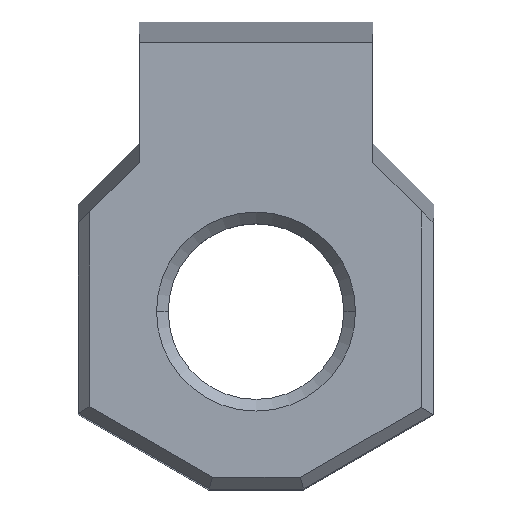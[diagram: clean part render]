
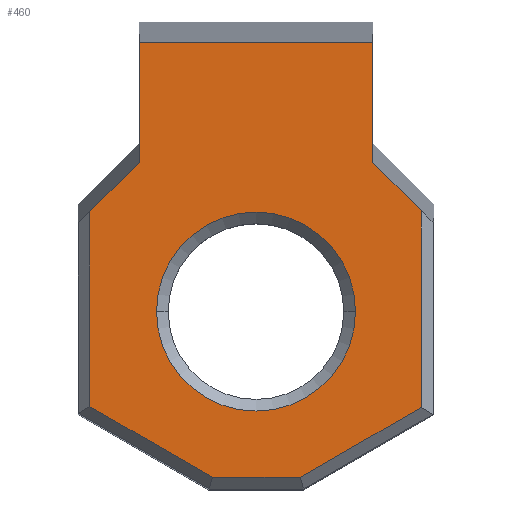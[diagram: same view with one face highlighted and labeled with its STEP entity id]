
A CAD part, top view. The second image highlights one B-rep face of the part: STEP entity #460.
In plain terms, the highlighted planar face has unit normal (0, 0, 1).
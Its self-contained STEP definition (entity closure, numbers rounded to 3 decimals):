
#19 = CARTESIAN_POINT ( 'NONE',  ( -3.779, 3.814, 6.997 ) ) ;
#21 = DIRECTION ( 'NONE',  ( 0., 1., 0. ) ) ;
#23 = DIRECTION ( 'NONE',  ( 1., 0., 0. ) ) ;
#39 = CARTESIAN_POINT ( 'NONE',  ( 1.994, 5.582, 6.997 ) ) ;
#65 = CARTESIAN_POINT ( 'NONE',  ( 0., 0., 6.997 ) ) ;
#70 = CARTESIAN_POINT ( 'NONE',  ( -1.994, 7.633, 6.997 ) ) ;
#79 = VECTOR ( 'NONE', #187, 1000. ) ;
#126 = CARTESIAN_POINT ( 'NONE',  ( 3.779, 3.814, 6.997 ) ) ;
#135 = ORIENTED_EDGE ( 'NONE', *, *, #1055, .T. ) ;
#143 = EDGE_LOOP ( 'NONE', ( #1206, #135, #511, #1003, #884, #778, #1183, #1171, #1039, #473 ) ) ;
#146 = CARTESIAN_POINT ( 'NONE',  ( 0., 3.04, 6.997 ) ) ;
#160 = EDGE_CURVE ( 'NONE', #594, #1125, #956, .T. ) ;
#171 = LINE ( 'NONE', #996, #656 ) ;
#187 = DIRECTION ( 'NONE',  ( 0., 1., 0. ) ) ;
#189 = VECTOR ( 'NONE', #403, 1000. ) ;
#197 = EDGE_CURVE ( 'NONE', #412, #1125, #514, .T. ) ;
#206 = CARTESIAN_POINT ( 'NONE',  ( 0., 3.04, 6.997 ) ) ;
#216 = CARTESIAN_POINT ( 'NONE',  ( -2.84, 4.744, 6.997 ) ) ;
#235 = CIRCLE ( 'NONE', #277, 1.7 ) ;
#251 = ORIENTED_EDGE ( 'NONE', *, *, #366, .T. ) ;
#271 = LINE ( 'NONE', #1010, #655 ) ;
#277 = AXIS2_PLACEMENT_3D ( 'NONE', #206, #683, #1042 ) ;
#295 = VECTOR ( 'NONE', #23, 1000. ) ;
#304 = EDGE_CURVE ( 'NONE', #626, #619, #867, .T. ) ;
#306 = CARTESIAN_POINT ( 'NONE',  ( -1.994, 5.582, 6.997 ) ) ;
#309 = VERTEX_POINT ( 'NONE', #788 ) ;
#316 = CARTESIAN_POINT ( 'NONE',  ( -1.7, 3.04, 6.997 ) ) ;
#366 = EDGE_CURVE ( 'NONE', #1108, #705, #621, .T. ) ;
#394 = LINE ( 'NONE', #762, #925 ) ;
#400 = CARTESIAN_POINT ( 'NONE',  ( 2.924, 1.46, 6.997 ) ) ;
#403 = DIRECTION ( 'NONE',  ( 0., -1., 0. ) ) ;
#412 = VERTEX_POINT ( 'NONE', #575 ) ;
#416 = EDGE_CURVE ( 'NONE', #922, #578, #394, .T. ) ;
#422 = DIRECTION ( 'NONE',  ( 0.71, 0.704, 0. ) ) ;
#456 = PLANE ( 'NONE',  #566 ) ;
#460 = ADVANCED_FACE ( 'NONE', ( #1188, #820 ), #456, .T. ) ;
#473 = ORIENTED_EDGE ( 'NONE', *, *, #931, .F. ) ;
#477 = EDGE_CURVE ( 'NONE', #309, #412, #769, .T. ) ;
#507 = EDGE_CURVE ( 'NONE', #800, #594, #171, .T. ) ;
#510 = DIRECTION ( 'NONE',  ( 0.71, -0.704, 0. ) ) ;
#511 = ORIENTED_EDGE ( 'NONE', *, *, #416, .T. ) ;
#514 = LINE ( 'NONE', #869, #1197 ) ;
#516 = LINE ( 'NONE', #873, #295 ) ;
#519 = EDGE_CURVE ( 'NONE', #578, #309, #271, .T. ) ;
#526 = DIRECTION ( 'NONE',  ( 0., 0., -1. ) ) ;
#566 = AXIS2_PLACEMENT_3D ( 'NONE', #65, #912, #947 ) ;
#575 = CARTESIAN_POINT ( 'NONE',  ( 2.825, 1.403, 6.997 ) ) ;
#578 = VERTEX_POINT ( 'NONE', #636 ) ;
#594 = VERTEX_POINT ( 'NONE', #39 ) ;
#619 = VERTEX_POINT ( 'NONE', #306 ) ;
#621 = CIRCLE ( 'NONE', #1116, 1.7 ) ;
#626 = VERTEX_POINT ( 'NONE', #216 ) ;
#629 = VERTEX_POINT ( 'NONE', #70 ) ;
#632 = ORIENTED_EDGE ( 'NONE', *, *, #707, .T. ) ;
#636 = CARTESIAN_POINT ( 'NONE',  ( -0.744, 0.21, 6.997 ) ) ;
#637 = DIRECTION ( 'NONE',  ( 0., -1., 0. ) ) ;
#641 = CARTESIAN_POINT ( 'NONE',  ( 1.994, 7.633, 6.997 ) ) ;
#650 = LINE ( 'NONE', #1009, #79 ) ;
#655 = VECTOR ( 'NONE', #830, 1000. ) ;
#656 = VECTOR ( 'NONE', #637, 1000. ) ;
#668 = CARTESIAN_POINT ( 'NONE',  ( 1.7, 3.04, 6.997 ) ) ;
#683 = DIRECTION ( 'NONE',  ( 0., 0., -1. ) ) ;
#705 = VERTEX_POINT ( 'NONE', #668 ) ;
#707 = EDGE_CURVE ( 'NONE', #705, #1108, #235, .T. ) ;
#762 = CARTESIAN_POINT ( 'NONE',  ( -0.699, 0.183, 6.997 ) ) ;
#769 = LINE ( 'NONE', #400, #1081 ) ;
#778 = ORIENTED_EDGE ( 'NONE', *, *, #197, .T. ) ;
#788 = CARTESIAN_POINT ( 'NONE',  ( 0.758, 0.21, 6.997 ) ) ;
#800 = VERTEX_POINT ( 'NONE', #641 ) ;
#820 = FACE_BOUND ( 'NONE', #892, .T. ) ;
#828 = CARTESIAN_POINT ( 'NONE',  ( -2.84, 1.42, 6.997 ) ) ;
#830 = DIRECTION ( 'NONE',  ( 1., 0., 0. ) ) ;
#856 = LINE ( 'NONE', #1221, #189 ) ;
#867 = LINE ( 'NONE', #19, #1198 ) ;
#869 = CARTESIAN_POINT ( 'NONE',  ( 2.825, 4.899, 6.997 ) ) ;
#873 = CARTESIAN_POINT ( 'NONE',  ( 0., 7.633, 6.997 ) ) ;
#884 = ORIENTED_EDGE ( 'NONE', *, *, #477, .T. ) ;
#885 = DIRECTION ( 'NONE',  ( 1., 0., 0. ) ) ;
#892 = EDGE_LOOP ( 'NONE', ( #632, #251 ) ) ;
#912 = DIRECTION ( 'NONE',  ( 0., 0., 1. ) ) ;
#922 = VERTEX_POINT ( 'NONE', #828 ) ;
#925 = VECTOR ( 'NONE', #1153, 1000. ) ;
#931 = EDGE_CURVE ( 'NONE', #619, #629, #650, .T. ) ;
#947 = DIRECTION ( 'NONE',  ( 1., 0., 0. ) ) ;
#954 = CARTESIAN_POINT ( 'NONE',  ( 2.825, 4.759, 6.997 ) ) ;
#956 = LINE ( 'NONE', #126, #1175 ) ;
#996 = CARTESIAN_POINT ( 'NONE',  ( 1.994, 0., 6.997 ) ) ;
#1003 = ORIENTED_EDGE ( 'NONE', *, *, #519, .T. ) ;
#1009 = CARTESIAN_POINT ( 'NONE',  ( -1.994, 0., 6.997 ) ) ;
#1010 = CARTESIAN_POINT ( 'NONE',  ( 0.812, 0.21, 6.997 ) ) ;
#1039 = ORIENTED_EDGE ( 'NONE', *, *, #1180, .F. ) ;
#1042 = DIRECTION ( 'NONE',  ( 1., 0., 0. ) ) ;
#1055 = EDGE_CURVE ( 'NONE', #626, #922, #856, .T. ) ;
#1081 = VECTOR ( 'NONE', #1218, 1000. ) ;
#1108 = VERTEX_POINT ( 'NONE', #316 ) ;
#1116 = AXIS2_PLACEMENT_3D ( 'NONE', #146, #526, #885 ) ;
#1125 = VERTEX_POINT ( 'NONE', #954 ) ;
#1153 = DIRECTION ( 'NONE',  ( 0.866, -0.5, 0. ) ) ;
#1171 = ORIENTED_EDGE ( 'NONE', *, *, #507, .F. ) ;
#1175 = VECTOR ( 'NONE', #510, 1000. ) ;
#1180 = EDGE_CURVE ( 'NONE', #629, #800, #516, .T. ) ;
#1183 = ORIENTED_EDGE ( 'NONE', *, *, #160, .F. ) ;
#1188 = FACE_OUTER_BOUND ( 'NONE', #143, .T. ) ;
#1197 = VECTOR ( 'NONE', #21, 1000. ) ;
#1198 = VECTOR ( 'NONE', #422, 1000. ) ;
#1206 = ORIENTED_EDGE ( 'NONE', *, *, #304, .F. ) ;
#1218 = DIRECTION ( 'NONE',  ( 0.866, 0.5, 0. ) ) ;
#1221 = CARTESIAN_POINT ( 'NONE',  ( -2.84, 0., 6.997 ) ) ;
